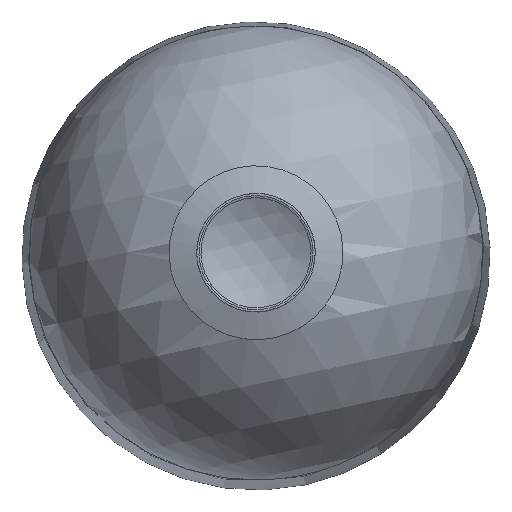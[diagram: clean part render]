
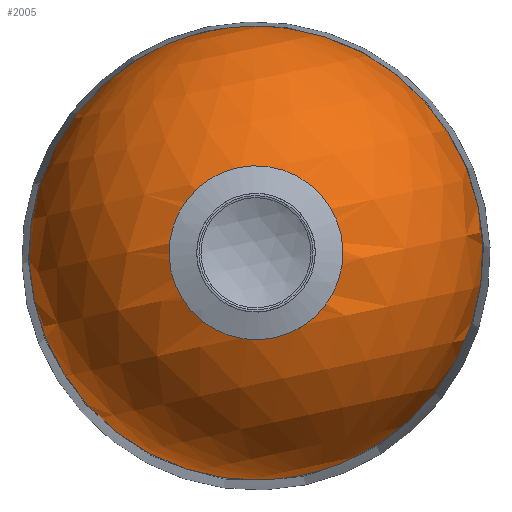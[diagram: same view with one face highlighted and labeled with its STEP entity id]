
A CAD part, top view. The second image highlights one B-rep face of the part: STEP entity #2005.
In plain terms, the highlighted spherical face has radius 49.708 mm.
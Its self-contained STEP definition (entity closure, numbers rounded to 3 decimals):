
#101=SPHERICAL_SURFACE('',#11438,49.708);
#745=FACE_BOUND('',#3371,.T.);
#746=FACE_BOUND('',#3372,.T.);
#1379=CIRCLE('',#11434,12.98);
#1381=CIRCLE('',#11437,49.708);
#2005=ADVANCED_FACE('',(#745,#746),#101,.T.);
#3371=EDGE_LOOP('',(#5615));
#3372=EDGE_LOOP('',(#5616));
#5615=ORIENTED_EDGE('',*,*,#8692,.T.);
#5616=ORIENTED_EDGE('',*,*,#8690,.F.);
#7332=VERTEX_POINT('',#39762);
#7334=VERTEX_POINT('',#39767);
#8690=EDGE_CURVE('',#7332,#7332,#1379,.T.);
#8692=EDGE_CURVE('',#7334,#7334,#1381,.T.);
#11434=AXIS2_PLACEMENT_3D('',#39761,#13583,#13584);
#11437=AXIS2_PLACEMENT_3D('',#39766,#13589,#13590);
#11438=AXIS2_PLACEMENT_3D('',#39768,#13591,#13592);
#13583=DIRECTION('',(0.,0.,1.));
#13584=DIRECTION('',(-0.978,-0.21,0.));
#13589=DIRECTION('',(0.,0.,1.));
#13590=DIRECTION('',(0.21,-0.978,0.));
#13591=DIRECTION('',(-0.21,0.978,0.));
#13592=DIRECTION('',(0.,0.,-1.));
#39761=CARTESIAN_POINT('',(0.,0.,202.186));
#39762=CARTESIAN_POINT('',(-12.692,-2.72,202.186));
#39766=CARTESIAN_POINT('',(0.,0.,154.419));
#39767=CARTESIAN_POINT('',(10.416,-48.604,154.419));
#39768=CARTESIAN_POINT('',(0.,0.,154.202));
